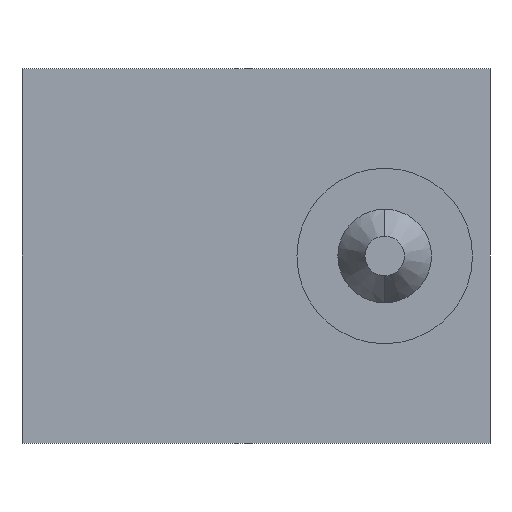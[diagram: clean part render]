
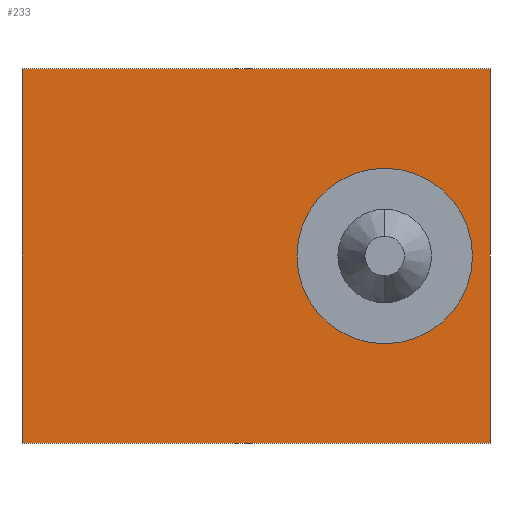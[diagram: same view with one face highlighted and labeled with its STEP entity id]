
A CAD part, front view. The second image highlights one B-rep face of the part: STEP entity #233.
In plain terms, the highlighted planar face has unit normal (0, -1, 0).
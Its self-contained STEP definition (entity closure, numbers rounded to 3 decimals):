
#50 = DIRECTION ( 'NONE',  ( 0., 0., -1. ) ) ;
#54 = CARTESIAN_POINT ( 'NONE',  ( 15.5, 0., -11.75 ) ) ;
#74 = ORIENTED_EDGE ( 'NONE', *, *, #454, .F. ) ;
#96 = VERTEX_POINT ( 'NONE', #311 ) ;
#101 = DIRECTION ( 'NONE',  ( 1., 0., 0. ) ) ;
#109 = CARTESIAN_POINT ( 'NONE',  ( 15.5, 0., -4.25 ) ) ;
#112 = ORIENTED_EDGE ( 'NONE', *, *, #396, .F. ) ;
#116 = VECTOR ( 'NONE', #50, 1000. ) ;
#125 = ORIENTED_EDGE ( 'NONE', *, *, #501, .F. ) ;
#168 = VECTOR ( 'NONE', #101, 1000. ) ;
#187 = CARTESIAN_POINT ( 'NONE',  ( 0., 0., -16. ) ) ;
#188 = CIRCLE ( 'NONE', #363, 3.75 ) ;
#198 = CIRCLE ( 'NONE', #476, 3.75 ) ;
#201 = CARTESIAN_POINT ( 'NONE',  ( 0., 0., 0. ) ) ;
#233 = ADVANCED_FACE ( 'NONE', ( #397, #237 ), #411, .T. ) ;
#235 = DIRECTION ( 'NONE',  ( -1., 0., 0. ) ) ;
#237 = FACE_OUTER_BOUND ( 'NONE', #414, .T. ) ;
#281 = CARTESIAN_POINT ( 'NONE',  ( 0., 0., 0. ) ) ;
#288 = VERTEX_POINT ( 'NONE', #568 ) ;
#289 = DIRECTION ( 'NONE',  ( 0., 0., -1. ) ) ;
#296 = VECTOR ( 'NONE', #235, 1000. ) ;
#301 = VERTEX_POINT ( 'NONE', #409 ) ;
#311 = CARTESIAN_POINT ( 'NONE',  ( 0., 0., -16. ) ) ;
#324 = ORIENTED_EDGE ( 'NONE', *, *, #596, .F. ) ;
#325 = CARTESIAN_POINT ( 'NONE',  ( 15.5, 0., -8. ) ) ;
#330 = EDGE_CURVE ( 'NONE', #301, #288, #502, .T. ) ;
#345 = DIRECTION ( 'NONE',  ( 0., 0., 1. ) ) ;
#363 = AXIS2_PLACEMENT_3D ( 'NONE', #539, #487, #289 ) ;
#375 = DIRECTION ( 'NONE',  ( 0., -1., 0. ) ) ;
#396 = EDGE_CURVE ( 'NONE', #288, #96, #419, .T. ) ;
#397 = FACE_BOUND ( 'NONE', #460, .T. ) ;
#409 = CARTESIAN_POINT ( 'NONE',  ( 20., 0., 0. ) ) ;
#411 = PLANE ( 'NONE',  #469 ) ;
#414 = EDGE_LOOP ( 'NONE', ( #324, #112, #437, #552 ) ) ;
#417 = CARTESIAN_POINT ( 'NONE',  ( 20., 0., 0. ) ) ;
#419 = LINE ( 'NONE', #187, #296 ) ;
#433 = LINE ( 'NONE', #281, #168 ) ;
#437 = ORIENTED_EDGE ( 'NONE', *, *, #330, .F. ) ;
#440 = CARTESIAN_POINT ( 'NONE',  ( 0., 0., 0. ) ) ;
#454 = EDGE_CURVE ( 'NONE', #498, #580, #198, .T. ) ;
#460 = EDGE_LOOP ( 'NONE', ( #125, #74 ) ) ;
#463 = LINE ( 'NONE', #440, #582 ) ;
#469 = AXIS2_PLACEMENT_3D ( 'NONE', #621, #522, #570 ) ;
#476 = AXIS2_PLACEMENT_3D ( 'NONE', #325, #375, #481 ) ;
#481 = DIRECTION ( 'NONE',  ( 0., 0., -1. ) ) ;
#487 = DIRECTION ( 'NONE',  ( 0., -1., 0. ) ) ;
#495 = EDGE_CURVE ( 'NONE', #559, #301, #433, .T. ) ;
#498 = VERTEX_POINT ( 'NONE', #54 ) ;
#501 = EDGE_CURVE ( 'NONE', #580, #498, #188, .T. ) ;
#502 = LINE ( 'NONE', #417, #116 ) ;
#522 = DIRECTION ( 'NONE',  ( 0., -1., 0. ) ) ;
#539 = CARTESIAN_POINT ( 'NONE',  ( 15.5, 0., -8. ) ) ;
#552 = ORIENTED_EDGE ( 'NONE', *, *, #495, .F. ) ;
#559 = VERTEX_POINT ( 'NONE', #201 ) ;
#568 = CARTESIAN_POINT ( 'NONE',  ( 20., 0., -16. ) ) ;
#570 = DIRECTION ( 'NONE',  ( 0., 0., -1. ) ) ;
#580 = VERTEX_POINT ( 'NONE', #109 ) ;
#582 = VECTOR ( 'NONE', #345, 1000. ) ;
#596 = EDGE_CURVE ( 'NONE', #96, #559, #463, .T. ) ;
#621 = CARTESIAN_POINT ( 'NONE',  ( 0., 0., 0. ) ) ;
